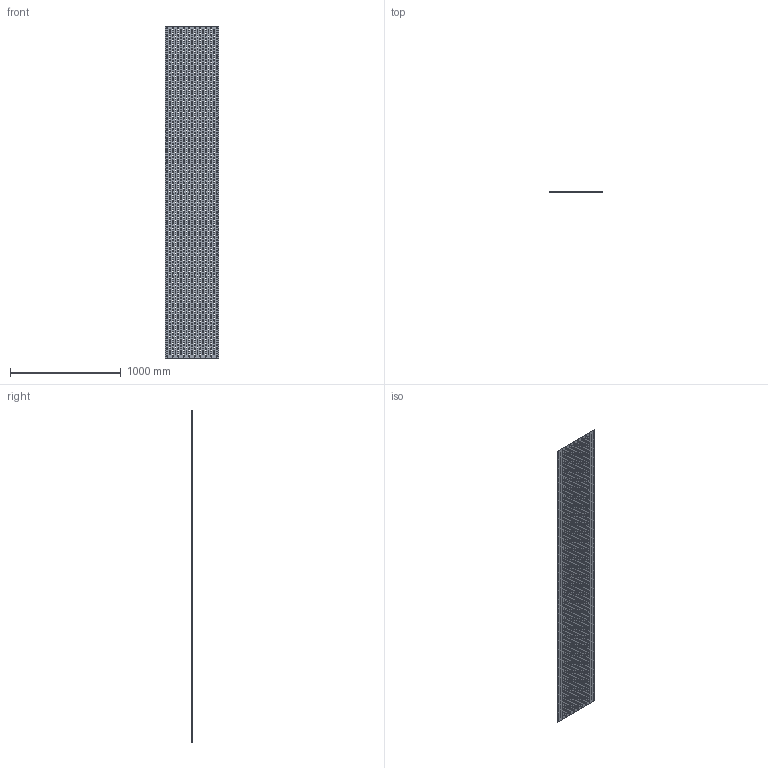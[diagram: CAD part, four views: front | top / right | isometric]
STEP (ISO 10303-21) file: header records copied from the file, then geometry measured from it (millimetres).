
FILE_DESCRIPTION (( 'STEP AP214' ), '1' );
FILE_NAME ('6103464.STEP', '2019-11-19T14:47:23', ( '' ), ( '' ), 'SwSTEP 2.0', 'SolidWorks 2018', '' );
FILE_SCHEMA (( 'AUTOMOTIVE_DESIGN' ));
Products named in the file (1): 6103464
Bounding box: 480 x 0.75 x 3000 mm (x, y, z)
Volume: 898911.8 mm3; surface area: 2463384.5 mm2
Topology: 1 solids, 1 shells, 5661 faces, 16977 edges, 11318 vertices
Faces by surface type: cylinder 3393, plane 2268
Entity records: 198115 total; most frequent: DIRECTION 35087, CARTESIAN_POINT 33957, ORIENTED_EDGE 33954, EDGE_CURVE 16977, AXIS2_PLACEMENT_3D 12448, VERTEX_POINT 11318, LINE 10191, VECTOR 10191
